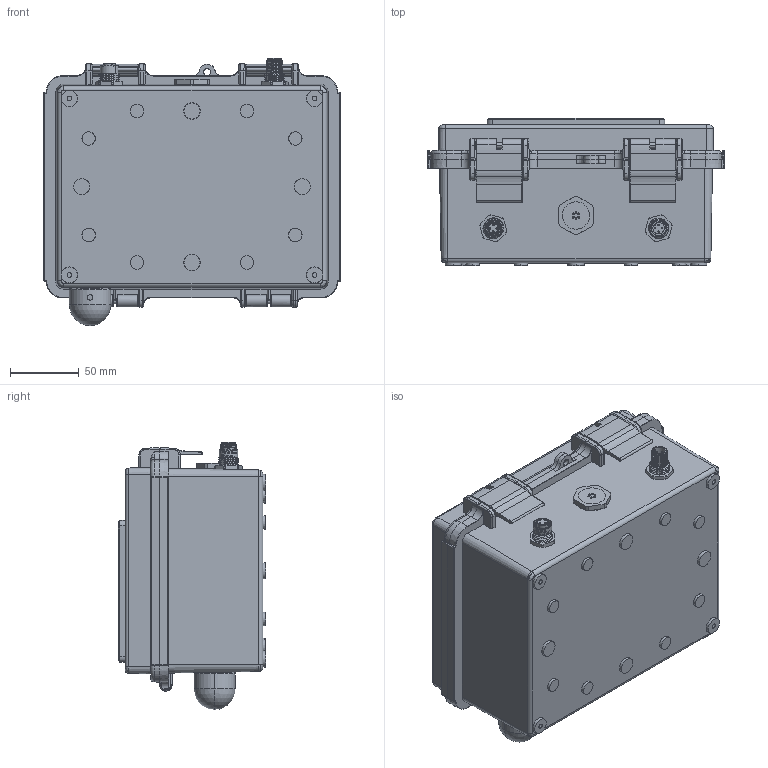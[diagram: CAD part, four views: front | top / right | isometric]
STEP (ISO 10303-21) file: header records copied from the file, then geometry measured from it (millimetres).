
FILE_DESCRIPTION((''),'2;1');
FILE_NAME('235174_SM01_ASM','2023-05-19T12:57:16',('banengservice'),('BANNER ENGINEERING'),'CREO PARAMETRIC BY PTC INC, 2022414','CREO PARAMETRIC BY PTC INC, 2022414','');
FILE_SCHEMA(('CONFIG_CONTROL_DESIGN'));
Products named in the file (2): 235174_EP01; 235174_SM01_ASM
Assembly tree (1 placements, depth 2):
  235174_SM01_ASM
    235174_EP01
Bounding box: 215.5 x 107 x 194.09 mm (x, y, z)
Volume: 3088906.4 mm3; surface area: 168897.5 mm2
Topology: 3 solids, 4 shells, 1414 faces, 3684 edges, 2280 vertices
Faces by surface type: cylinder 529, plane 419, bspline 206, torus 115, cone 100, sphere 43, revolution 2
Entity records: 62457 total; most frequent: CARTESIAN_POINT 29745, ORIENTED_EDGE 7292, DIRECTION 6159, EDGE_CURVE 3646, AXIS2_PLACEMENT_3D 2352, VERTEX_POINT 2278, EDGE_LOOP 1510, VECTOR 1453
